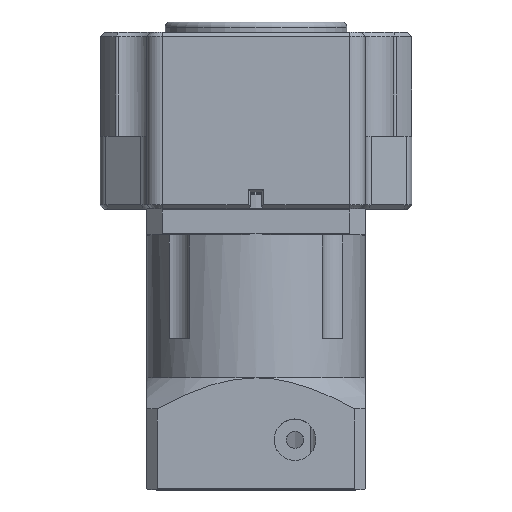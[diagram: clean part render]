
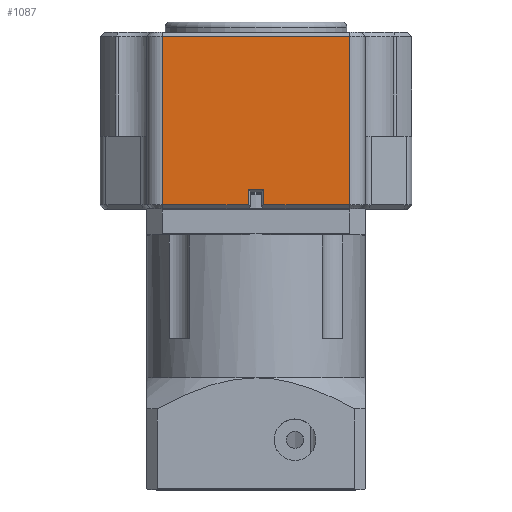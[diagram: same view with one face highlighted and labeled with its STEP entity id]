
A CAD part, top view. The second image highlights one B-rep face of the part: STEP entity #1087.
In plain terms, the highlighted planar face has unit normal (0, 0, 1).
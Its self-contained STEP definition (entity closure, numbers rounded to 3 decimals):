
#84 = DIRECTION ( 'NONE',  ( -1., 0., 0. ) ) ;
#85 = DIRECTION ( 'NONE',  ( 0., 0., -1. ) ) ;
#91 = CARTESIAN_POINT ( 'NONE',  ( 18., 34., 53. ) ) ;
#107 = PLANE ( 'NONE',  #6147 ) ;
#112 = FACE_OUTER_BOUND ( 'NONE', #8129, .T. ) ;
#411 = EDGE_CURVE ( 'NONE', #17338, #17349, #3231, .T. ) ;
#866 = VECTOR ( 'NONE', #2344, 1000. ) ;
#883 = CARTESIAN_POINT ( 'NONE',  ( 18., 33.2, 53. ) ) ;
#1087 = ADVANCED_FACE ( 'NONE', ( #112 ), #107, .F. ) ;
#1549 = EDGE_CURVE ( 'NONE', #16286, #17338, #5569, .T. ) ;
#2344 = DIRECTION ( 'NONE',  ( 1., 0., 0. ) ) ;
#2366 = CARTESIAN_POINT ( 'NONE',  ( 1., 3.7, 53. ) ) ;
#2372 = LINE ( 'NONE', #2366, #866 ) ;
#3212 = DIRECTION ( 'NONE',  ( 1., 0., 0. ) ) ;
#3230 = CARTESIAN_POINT ( 'NONE',  ( 18., 0.8, 53. ) ) ;
#3231 = LINE ( 'NONE', #3230, #5312 ) ;
#5312 = VECTOR ( 'NONE', #3212, 1000. ) ;
#5416 = DIRECTION ( 'NONE',  ( 0., -1., 0. ) ) ;
#5494 = CARTESIAN_POINT ( 'NONE',  ( 1.5, 34., 53. ) ) ;
#5569 = LINE ( 'NONE', #5494, #5814 ) ;
#5805 = DIRECTION ( 'NONE',  ( 0., -1., 0. ) ) ;
#5810 = CARTESIAN_POINT ( 'NONE',  ( -18., 34., 53. ) ) ;
#5814 = VECTOR ( 'NONE', #5416, 1000. ) ;
#5829 = LINE ( 'NONE', #5810, #8714 ) ;
#6147 = AXIS2_PLACEMENT_3D ( 'NONE', #91, #85, #84 ) ;
#6357 = DIRECTION ( 'NONE',  ( -1., 0., 0. ) ) ;
#6361 = CARTESIAN_POINT ( 'NONE',  ( -18., 33.2, 53. ) ) ;
#6428 = LINE ( 'NONE', #6361, #6855 ) ;
#6855 = VECTOR ( 'NONE', #6357, 1000. ) ;
#6883 = EDGE_CURVE ( 'NONE', #15747, #15789, #5829, .T. ) ;
#7963 = ORIENTED_EDGE ( 'NONE', *, *, #12024, .T. ) ;
#7991 = ORIENTED_EDGE ( 'NONE', *, *, #11295, .T. ) ;
#8017 = ORIENTED_EDGE ( 'NONE', *, *, #6883, .T. ) ;
#8037 = ORIENTED_EDGE ( 'NONE', *, *, #12280, .T. ) ;
#8105 = ORIENTED_EDGE ( 'NONE', *, *, #18908, .F. ) ;
#8129 = EDGE_LOOP ( 'NONE', ( #8236, #8208, #8184, #8105, #8037, #8017, #7991, #7963 ) ) ;
#8184 = ORIENTED_EDGE ( 'NONE', *, *, #411, .T. ) ;
#8208 = ORIENTED_EDGE ( 'NONE', *, *, #1549, .T. ) ;
#8236 = ORIENTED_EDGE ( 'NONE', *, *, #15261, .T. ) ;
#8468 = CARTESIAN_POINT ( 'NONE',  ( 18., 0.8, 53. ) ) ;
#8547 = DIRECTION ( 'NONE',  ( 0., 1., 0. ) ) ;
#8550 = CARTESIAN_POINT ( 'NONE',  ( -1.5, 34., 53. ) ) ;
#8570 = LINE ( 'NONE', #8550, #19175 ) ;
#8591 = CARTESIAN_POINT ( 'NONE',  ( 1.5, 0.8, 53. ) ) ;
#8714 = VECTOR ( 'NONE', #5805, 1000. ) ;
#9469 = LINE ( 'NONE', #19550, #18312 ) ;
#10296 = VERTEX_POINT ( 'NONE', #883 ) ;
#11295 = EDGE_CURVE ( 'NONE', #15789, #16828, #14262, .T. ) ;
#11751 = CARTESIAN_POINT ( 'NONE',  ( -1.5, 0.8, 53. ) ) ;
#12024 = EDGE_CURVE ( 'NONE', #16828, #13532, #8570, .T. ) ;
#12280 = EDGE_CURVE ( 'NONE', #10296, #15747, #6428, .T. ) ;
#13165 = VECTOR ( 'NONE', #14236, 1000. ) ;
#13532 = VERTEX_POINT ( 'NONE', #16142 ) ;
#14236 = DIRECTION ( 'NONE',  ( 1., 0., 0. ) ) ;
#14240 = CARTESIAN_POINT ( 'NONE',  ( 18., 0.8, 53. ) ) ;
#14262 = LINE ( 'NONE', #14240, #13165 ) ;
#15261 = EDGE_CURVE ( 'NONE', #13532, #16286, #2372, .T. ) ;
#15625 = CARTESIAN_POINT ( 'NONE',  ( 1.5, 3.7, 53. ) ) ;
#15747 = VERTEX_POINT ( 'NONE', #18331 ) ;
#15789 = VERTEX_POINT ( 'NONE', #18143 ) ;
#16142 = CARTESIAN_POINT ( 'NONE',  ( -1.5, 3.7, 53. ) ) ;
#16286 = VERTEX_POINT ( 'NONE', #15625 ) ;
#16828 = VERTEX_POINT ( 'NONE', #11751 ) ;
#17338 = VERTEX_POINT ( 'NONE', #8591 ) ;
#17349 = VERTEX_POINT ( 'NONE', #8468 ) ;
#18143 = CARTESIAN_POINT ( 'NONE',  ( -18., 0.8, 53. ) ) ;
#18312 = VECTOR ( 'NONE', #19545, 1000. ) ;
#18331 = CARTESIAN_POINT ( 'NONE',  ( -18., 33.2, 53. ) ) ;
#18908 = EDGE_CURVE ( 'NONE', #10296, #17349, #9469, .T. ) ;
#19175 = VECTOR ( 'NONE', #8547, 1000. ) ;
#19545 = DIRECTION ( 'NONE',  ( 0., -1., 0. ) ) ;
#19550 = CARTESIAN_POINT ( 'NONE',  ( 18., 34., 53. ) ) ;
